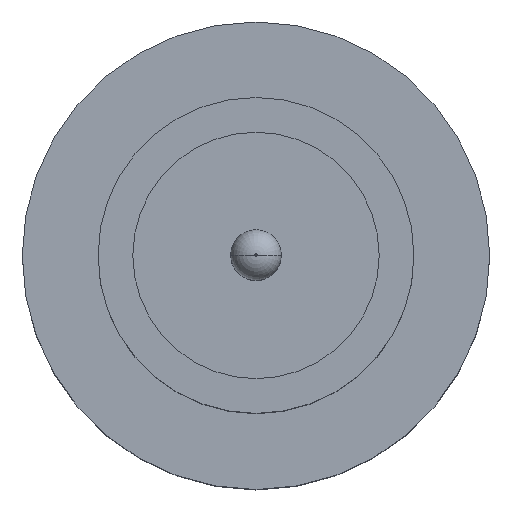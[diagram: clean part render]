
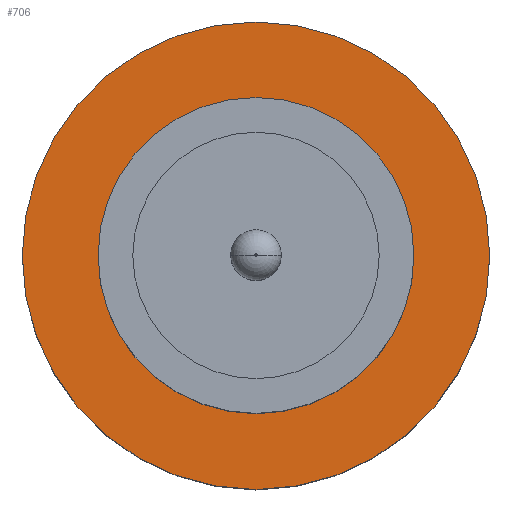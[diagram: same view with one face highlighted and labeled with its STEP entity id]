
A CAD part, top view. The second image highlights one B-rep face of the part: STEP entity #706.
In plain terms, the highlighted planar face has unit normal (0, 0, 1).
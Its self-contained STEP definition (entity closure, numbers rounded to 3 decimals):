
#11 = CARTESIAN_POINT ( 'NONE',  ( 0., 0., 1.55 ) ) ;
#12 = DIRECTION ( 'NONE',  ( 0., 0., 1. ) ) ;
#36 = CARTESIAN_POINT ( 'NONE',  ( 0., 0., 1.55 ) ) ;
#50 = ORIENTED_EDGE ( 'NONE', *, *, #121, .F. ) ;
#51 = EDGE_LOOP ( 'NONE', ( #132, #725 ) ) ;
#57 = FACE_OUTER_BOUND ( 'NONE', #51, .T. ) ;
#75 = EDGE_CURVE ( 'NONE', #101, #799, #899, .T. ) ;
#84 = AXIS2_PLACEMENT_3D ( 'NONE', #11, #234, #300 ) ;
#101 = VERTEX_POINT ( 'NONE', #770 ) ;
#115 = AXIS2_PLACEMENT_3D ( 'NONE', #659, #301, #589 ) ;
#121 = EDGE_CURVE ( 'NONE', #799, #101, #179, .T. ) ;
#132 = ORIENTED_EDGE ( 'NONE', *, *, #370, .T. ) ;
#141 = AXIS2_PLACEMENT_3D ( 'NONE', #635, #406, #903 ) ;
#179 = CIRCLE ( 'NONE', #84, 1.25 ) ;
#234 = DIRECTION ( 'NONE',  ( 0., 0., 1. ) ) ;
#235 = ORIENTED_EDGE ( 'NONE', *, *, #75, .F. ) ;
#248 = CIRCLE ( 'NONE', #115, 1.85 ) ;
#293 = CARTESIAN_POINT ( 'NONE',  ( 0., 0., 1.55 ) ) ;
#300 = DIRECTION ( 'NONE',  ( 1., 0., 0. ) ) ;
#301 = DIRECTION ( 'NONE',  ( 0., 0., 1. ) ) ;
#303 = AXIS2_PLACEMENT_3D ( 'NONE', #36, #524, #707 ) ;
#304 = CARTESIAN_POINT ( 'NONE',  ( 1.85, 0., 1.55 ) ) ;
#345 = AXIS2_PLACEMENT_3D ( 'NONE', #293, #12, #791 ) ;
#370 = EDGE_CURVE ( 'NONE', #745, #750, #248, .T. ) ;
#386 = FACE_BOUND ( 'NONE', #837, .T. ) ;
#406 = DIRECTION ( 'NONE',  ( 0., 0., 1. ) ) ;
#428 = CARTESIAN_POINT ( 'NONE',  ( -1.85, 0., 1.55 ) ) ;
#471 = CIRCLE ( 'NONE', #303, 1.85 ) ;
#524 = DIRECTION ( 'NONE',  ( 0., 0., 1. ) ) ;
#589 = DIRECTION ( 'NONE',  ( 1., 0., 0. ) ) ;
#600 = EDGE_CURVE ( 'NONE', #750, #745, #471, .T. ) ;
#635 = CARTESIAN_POINT ( 'NONE',  ( 0., 0., 1.55 ) ) ;
#641 = PLANE ( 'NONE',  #345 ) ;
#659 = CARTESIAN_POINT ( 'NONE',  ( 0., 0., 1.55 ) ) ;
#706 = ADVANCED_FACE ( 'NONE', ( #386, #57 ), #641, .T. ) ;
#707 = DIRECTION ( 'NONE',  ( 1., 0., 0. ) ) ;
#725 = ORIENTED_EDGE ( 'NONE', *, *, #600, .T. ) ;
#745 = VERTEX_POINT ( 'NONE', #428 ) ;
#750 = VERTEX_POINT ( 'NONE', #304 ) ;
#770 = CARTESIAN_POINT ( 'NONE',  ( 1.25, 0., 1.55 ) ) ;
#791 = DIRECTION ( 'NONE',  ( 1., 0., 0. ) ) ;
#799 = VERTEX_POINT ( 'NONE', #870 ) ;
#837 = EDGE_LOOP ( 'NONE', ( #235, #50 ) ) ;
#870 = CARTESIAN_POINT ( 'NONE',  ( -1.25, 0., 1.55 ) ) ;
#899 = CIRCLE ( 'NONE', #141, 1.25 ) ;
#903 = DIRECTION ( 'NONE',  ( 1., 0., 0. ) ) ;
